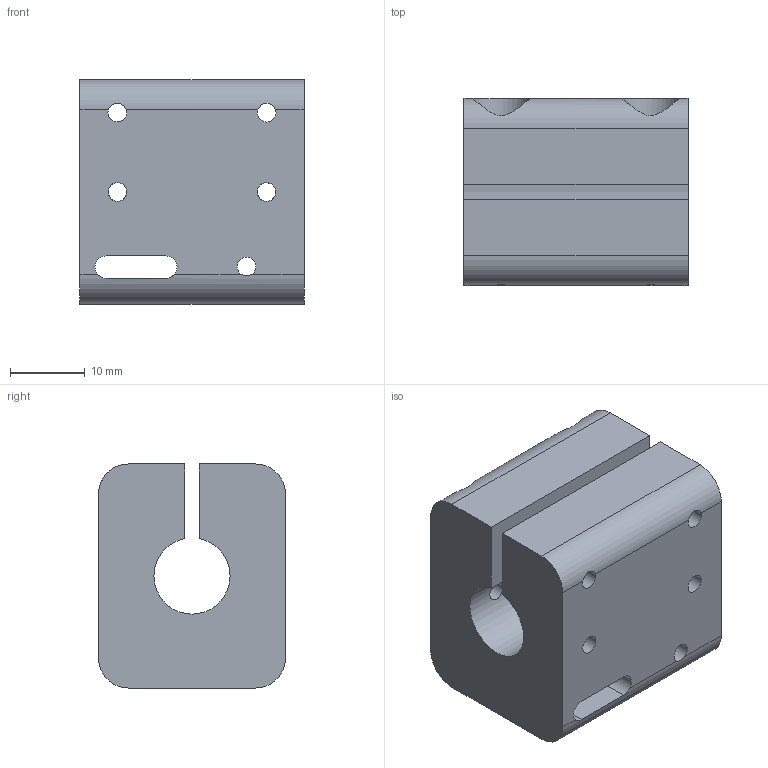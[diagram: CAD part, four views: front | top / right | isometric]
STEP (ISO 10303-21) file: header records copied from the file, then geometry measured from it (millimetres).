
FILE_DESCRIPTION(/* description */ (''),/* implementation_level */ '2;1');
FILE_NAME(/* name */ 'DevFrame Arm Tube Clamp v1.step',/* time_stamp */ '2018-03-31T18:25:16-05:00',/* author */ ('cglusky'),/* organization */ (''),/* preprocessor_version */ 'ST-DEVELOPER v16.13',/* originating_system */ 'Autodesk Translation Framework v6.5.0.72',/* authorisation */ '');
FILE_SCHEMA (('AUTOMOTIVE_DESIGN { 1 0 10303 214 3 1 1 }'));
Length unit declared in the file: millimetre
Products named in the file (1): DevFrame Arm Tube Clamp
Bounding box: 30 x 25 x 30 mm (x, y, z)
Volume: 17387.7 mm3; surface area: 7202.1 mm2
Topology: 1 solids, 1 shells, 31 faces, 109 edges, 74 vertices
Faces by surface type: cylinder 18, plane 13
Full cylindrical faces by diameter (mm): 2.5 x7, 4 x2, 8 x2
Entity records: 1506 total; most frequent: CARTESIAN_POINT 491, ORIENTED_EDGE 218, DIRECTION 193, EDGE_CURVE 109, VERTEX_POINT 74, AXIS2_PLACEMENT_3D 70, LINE 53, VECTOR 53
